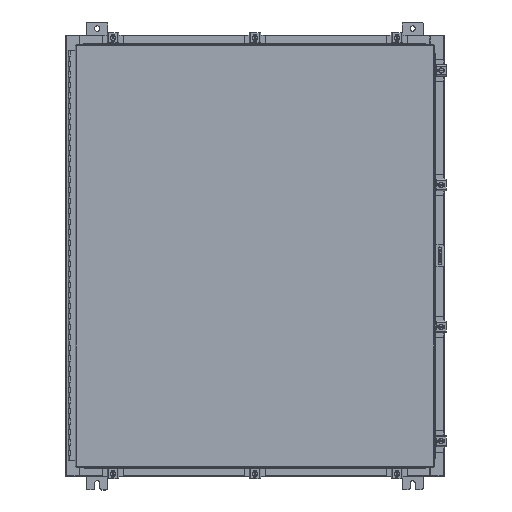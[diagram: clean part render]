
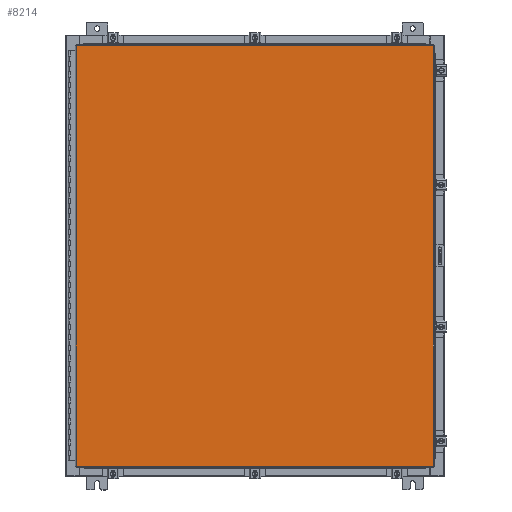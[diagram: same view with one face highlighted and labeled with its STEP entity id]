
A CAD part, top view. The second image highlights one B-rep face of the part: STEP entity #8214.
In plain terms, the highlighted planar face has unit normal (0, 0, 1).
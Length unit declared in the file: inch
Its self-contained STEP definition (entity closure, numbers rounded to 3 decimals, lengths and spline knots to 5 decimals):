
#837 = CARTESIAN_POINT ( 'NONE',  ( 16.9903, 20.0063, 0. ) ) ;
#1587 = DIRECTION ( 'NONE',  ( -1., 0., 0. ) ) ;
#2471 = ORIENTED_EDGE ( 'NONE', *, *, #46524, .T. ) ;
#4343 = CARTESIAN_POINT ( 'NONE',  ( -16.9903, -20.0063, 0. ) ) ;
#4749 = FACE_OUTER_BOUND ( 'NONE', #34154, .T. ) ;
#7465 = VECTOR ( 'NONE', #41480, 39.37008 ) ;
#8214 = ADVANCED_FACE ( 'NONE', ( #4749 ), #13223, .F. ) ;
#8295 = ORIENTED_EDGE ( 'NONE', *, *, #22368, .T. ) ;
#10432 = VECTOR ( 'NONE', #24026, 39.37008 ) ;
#11007 = ORIENTED_EDGE ( 'NONE', *, *, #30322, .T. ) ;
#12750 = CARTESIAN_POINT ( 'NONE',  ( -16.9903, 20.0063, 0. ) ) ;
#13223 = PLANE ( 'NONE',  #24594 ) ;
#13956 = CARTESIAN_POINT ( 'NONE',  ( -16.9903, 20.0063, 0. ) ) ;
#14275 = DIRECTION ( 'NONE',  ( 0., 1., 0. ) ) ;
#15426 = LINE ( 'NONE', #13956, #7465 ) ;
#17014 = VERTEX_POINT ( 'NONE', #18129 ) ;
#18129 = CARTESIAN_POINT ( 'NONE',  ( -16.9903, -20.0063, 0. ) ) ;
#19109 = ORIENTED_EDGE ( 'NONE', *, *, #43694, .T. ) ;
#19657 = VERTEX_POINT ( 'NONE', #12750 ) ;
#19838 = DIRECTION ( 'NONE',  ( -1., 0., 0. ) ) ;
#20906 = LINE ( 'NONE', #4343, #10432 ) ;
#21439 = VERTEX_POINT ( 'NONE', #837 ) ;
#22368 = EDGE_CURVE ( 'NONE', #34846, #21439, #33259, .T. ) ;
#24026 = DIRECTION ( 'NONE',  ( 1., 0., 0. ) ) ;
#24280 = LINE ( 'NONE', #39424, #34785 ) ;
#24594 = AXIS2_PLACEMENT_3D ( 'NONE', #40743, #25069, #1587 ) ;
#25069 = DIRECTION ( 'NONE',  ( 0., 0., -1. ) ) ;
#30322 = EDGE_CURVE ( 'NONE', #19657, #17014, #15426, .T. ) ;
#33259 = LINE ( 'NONE', #41798, #42488 ) ;
#34102 = CARTESIAN_POINT ( 'NONE',  ( 16.9903, -20.0063, 0. ) ) ;
#34154 = EDGE_LOOP ( 'NONE', ( #19109, #8295, #2471, #11007 ) ) ;
#34785 = VECTOR ( 'NONE', #19838, 39.37008 ) ;
#34846 = VERTEX_POINT ( 'NONE', #34102 ) ;
#39424 = CARTESIAN_POINT ( 'NONE',  ( 16.9903, 20.0063, 0. ) ) ;
#40743 = CARTESIAN_POINT ( 'NONE',  ( 0., 0., 0. ) ) ;
#41480 = DIRECTION ( 'NONE',  ( 0., -1., 0. ) ) ;
#41798 = CARTESIAN_POINT ( 'NONE',  ( 16.9903, -20.0063, 0. ) ) ;
#42488 = VECTOR ( 'NONE', #14275, 39.37008 ) ;
#43694 = EDGE_CURVE ( 'NONE', #17014, #34846, #20906, .T. ) ;
#46524 = EDGE_CURVE ( 'NONE', #21439, #19657, #24280, .T. ) ;
